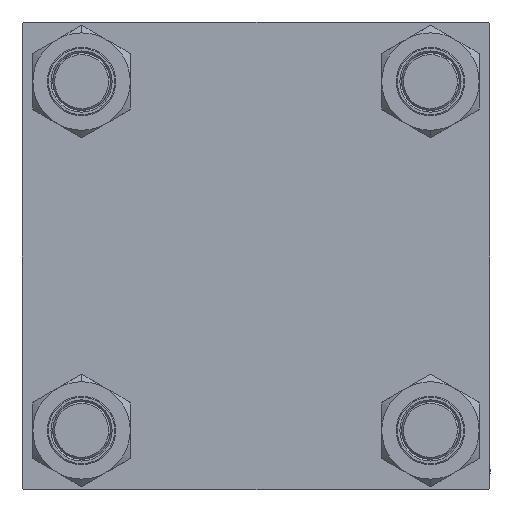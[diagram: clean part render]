
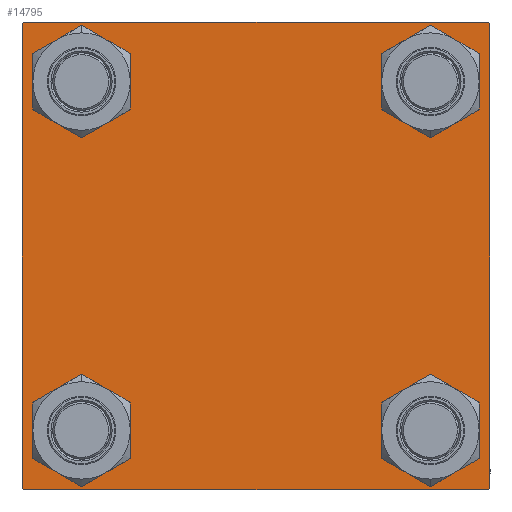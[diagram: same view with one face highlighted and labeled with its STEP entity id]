
A CAD part, left-side view. The second image highlights one B-rep face of the part: STEP entity #14795.
In plain terms, the highlighted planar face has unit normal (-1, 0, 0).
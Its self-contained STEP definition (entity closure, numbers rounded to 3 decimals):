
#75 = DIRECTION ( 'NONE',  ( 1., 0., 0. ) ) ;
#524 = CARTESIAN_POINT ( 'NONE',  ( 0., 48.45, -56.95 ) ) ;
#561 = VECTOR ( 'NONE', #41219, 1000. ) ;
#741 = CARTESIAN_POINT ( 'NONE',  ( 0., 65., 65. ) ) ;
#819 = CARTESIAN_POINT ( 'NONE',  ( 0., 65., -65. ) ) ;
#1371 = CIRCLE ( 'NONE', #23478, 8.5 ) ;
#1648 = CARTESIAN_POINT ( 'NONE',  ( 0., -48.45, 48.45 ) ) ;
#1809 = CARTESIAN_POINT ( 'NONE',  ( 0., 64.75, -64.75 ) ) ;
#2045 = LINE ( 'NONE', #11019, #33306 ) ;
#2452 = CARTESIAN_POINT ( 'NONE',  ( 0., -48.45, -39.95 ) ) ;
#2681 = CARTESIAN_POINT ( 'NONE',  ( 0., -64.75, -64.75 ) ) ;
#3114 = EDGE_CURVE ( 'NONE', #43698, #9152, #36910, .T. ) ;
#3413 = CARTESIAN_POINT ( 'NONE',  ( 0., 48.45, -48.45 ) ) ;
#3432 = CARTESIAN_POINT ( 'NONE',  ( 0., -48.45, -48.45 ) ) ;
#3693 = DIRECTION ( 'NONE',  ( 0., 0., 1. ) ) ;
#4304 = ORIENTED_EDGE ( 'NONE', *, *, #49233, .F. ) ;
#4771 = AXIS2_PLACEMENT_3D ( 'NONE', #3413, #75, #7520 ) ;
#5455 = CARTESIAN_POINT ( 'NONE',  ( 0., -64.5, -65. ) ) ;
#5590 = CARTESIAN_POINT ( 'NONE',  ( 0., -48.45, 56.95 ) ) ;
#5835 = VERTEX_POINT ( 'NONE', #524 ) ;
#6163 = ORIENTED_EDGE ( 'NONE', *, *, #49267, .T. ) ;
#6783 = CIRCLE ( 'NONE', #29715, 8.5 ) ;
#7002 = CIRCLE ( 'NONE', #28296, 8.5 ) ;
#7136 = VERTEX_POINT ( 'NONE', #5590 ) ;
#7485 = FACE_BOUND ( 'NONE', #15870, .T. ) ;
#7520 = DIRECTION ( 'NONE',  ( 0., 0., 1. ) ) ;
#7776 = EDGE_CURVE ( 'NONE', #27821, #5835, #7002, .T. ) ;
#8111 = CARTESIAN_POINT ( 'NONE',  ( 0., 65., -64.5 ) ) ;
#9152 = VERTEX_POINT ( 'NONE', #42980 ) ;
#10335 = ORIENTED_EDGE ( 'NONE', *, *, #25160, .T. ) ;
#10443 = EDGE_CURVE ( 'NONE', #18264, #31262, #34687, .T. ) ;
#11019 = CARTESIAN_POINT ( 'NONE',  ( 0., 64.75, 64.75 ) ) ;
#11051 = ORIENTED_EDGE ( 'NONE', *, *, #16702, .T. ) ;
#11150 = DIRECTION ( 'NONE',  ( 0., 0., 1. ) ) ;
#11534 = DIRECTION ( 'NONE',  ( 0., 0., -1. ) ) ;
#12091 = ORIENTED_EDGE ( 'NONE', *, *, #7776, .T. ) ;
#12266 = EDGE_LOOP ( 'NONE', ( #12091, #27963 ) ) ;
#12341 = AXIS2_PLACEMENT_3D ( 'NONE', #3432, #19070, #3693 ) ;
#12654 = VERTEX_POINT ( 'NONE', #41212 ) ;
#12845 = VERTEX_POINT ( 'NONE', #20190 ) ;
#12983 = CARTESIAN_POINT ( 'NONE',  ( 0., 48.45, 56.95 ) ) ;
#13041 = VERTEX_POINT ( 'NONE', #45552 ) ;
#13120 = AXIS2_PLACEMENT_3D ( 'NONE', #47048, #27620, #19906 ) ;
#13324 = LINE ( 'NONE', #48396, #561 ) ;
#14200 = CIRCLE ( 'NONE', #30569, 8.5 ) ;
#14403 = DIRECTION ( 'NONE',  ( -1., 0., 0. ) ) ;
#14728 = VERTEX_POINT ( 'NONE', #5455 ) ;
#14795 = ADVANCED_FACE ( 'NONE', ( #28536, #44136, #40295, #7485, #30544 ), #25941, .T. ) ;
#14895 = CARTESIAN_POINT ( 'NONE',  ( 0., 64.5, 65. ) ) ;
#14951 = CARTESIAN_POINT ( 'NONE',  ( 0., -65., 64.5 ) ) ;
#14992 = LINE ( 'NONE', #2681, #37576 ) ;
#15870 = EDGE_LOOP ( 'NONE', ( #50191, #6163 ) ) ;
#16702 = EDGE_CURVE ( 'NONE', #43615, #43698, #19726, .T. ) ;
#17128 = VERTEX_POINT ( 'NONE', #12983 ) ;
#17242 = CIRCLE ( 'NONE', #12341, 8.5 ) ;
#18169 = DIRECTION ( 'NONE',  ( 1., 0., 0. ) ) ;
#18264 = VERTEX_POINT ( 'NONE', #14951 ) ;
#18475 = EDGE_CURVE ( 'NONE', #23074, #43615, #2045, .T. ) ;
#19070 = DIRECTION ( 'NONE',  ( 1., 0., 0. ) ) ;
#19726 = LINE ( 'NONE', #741, #20140 ) ;
#19906 = DIRECTION ( 'NONE',  ( 0., 0., 1. ) ) ;
#20096 = ORIENTED_EDGE ( 'NONE', *, *, #18475, .T. ) ;
#20140 = VECTOR ( 'NONE', #11534, 1000. ) ;
#20190 = CARTESIAN_POINT ( 'NONE',  ( 0., -48.45, 39.95 ) ) ;
#21044 = CARTESIAN_POINT ( 'NONE',  ( 0., 65., 64.5 ) ) ;
#22018 = CARTESIAN_POINT ( 'NONE',  ( 0., -64.75, 64.75 ) ) ;
#22132 = EDGE_CURVE ( 'NONE', #5835, #27821, #44020, .T. ) ;
#22299 = DIRECTION ( 'NONE',  ( 0., 0.707, -0.707 ) ) ;
#22549 = CARTESIAN_POINT ( 'NONE',  ( 0., -48.45, 48.45 ) ) ;
#22630 = ORIENTED_EDGE ( 'NONE', *, *, #29025, .T. ) ;
#22945 = DIRECTION ( 'NONE',  ( 1., 0., 0. ) ) ;
#23074 = VERTEX_POINT ( 'NONE', #14895 ) ;
#23427 = CARTESIAN_POINT ( 'NONE',  ( 0., -65., 65. ) ) ;
#23478 = AXIS2_PLACEMENT_3D ( 'NONE', #28466, #32554, #24615 ) ;
#23569 = ORIENTED_EDGE ( 'NONE', *, *, #10443, .F. ) ;
#24334 = CARTESIAN_POINT ( 'NONE',  ( 0., -65., -64.5 ) ) ;
#24615 = DIRECTION ( 'NONE',  ( 0., 0., 1. ) ) ;
#25160 = EDGE_CURVE ( 'NONE', #14728, #31262, #14992, .T. ) ;
#25941 = PLANE ( 'NONE',  #36537 ) ;
#26858 = VERTEX_POINT ( 'NONE', #2452 ) ;
#26901 = DIRECTION ( 'NONE',  ( 0., 0.707, 0.707 ) ) ;
#26990 = ORIENTED_EDGE ( 'NONE', *, *, #41202, .T. ) ;
#27620 = DIRECTION ( 'NONE',  ( 1., 0., 0. ) ) ;
#27821 = VERTEX_POINT ( 'NONE', #27830 ) ;
#27830 = CARTESIAN_POINT ( 'NONE',  ( 0., 48.45, -39.95 ) ) ;
#27963 = ORIENTED_EDGE ( 'NONE', *, *, #22132, .T. ) ;
#28296 = AXIS2_PLACEMENT_3D ( 'NONE', #35214, #22945, #11150 ) ;
#28380 = VECTOR ( 'NONE', #26901, 1000. ) ;
#28466 = CARTESIAN_POINT ( 'NONE',  ( 0., 48.45, 48.45 ) ) ;
#28536 = FACE_BOUND ( 'NONE', #50057, .T. ) ;
#29025 = EDGE_CURVE ( 'NONE', #9152, #14728, #35924, .T. ) ;
#29044 = VECTOR ( 'NONE', #31354, 1000. ) ;
#29715 = AXIS2_PLACEMENT_3D ( 'NONE', #1648, #44425, #29819 ) ;
#29819 = DIRECTION ( 'NONE',  ( 0., 0., 1. ) ) ;
#30101 = EDGE_LOOP ( 'NONE', ( #11051, #42959, #22630, #10335, #23569, #33749, #4304, #20096 ) ) ;
#30405 = CARTESIAN_POINT ( 'NONE',  ( 0., -48.45, -48.45 ) ) ;
#30544 = FACE_OUTER_BOUND ( 'NONE', #30101, .T. ) ;
#30569 = AXIS2_PLACEMENT_3D ( 'NONE', #30405, #45998, #38600 ) ;
#31262 = VERTEX_POINT ( 'NONE', #24334 ) ;
#31354 = DIRECTION ( 'NONE',  ( 0., 0., -1. ) ) ;
#31509 = EDGE_CURVE ( 'NONE', #17128, #35180, #38512, .T. ) ;
#31818 = DIRECTION ( 'NONE',  ( 0., -0.707, -0.707 ) ) ;
#32080 = DIRECTION ( 'NONE',  ( 0., -1., 0. ) ) ;
#32395 = ORIENTED_EDGE ( 'NONE', *, *, #36866, .T. ) ;
#32554 = DIRECTION ( 'NONE',  ( 1., 0., 0. ) ) ;
#33306 = VECTOR ( 'NONE', #22299, 1000. ) ;
#33383 = EDGE_CURVE ( 'NONE', #13041, #26858, #17242, .T. ) ;
#33749 = ORIENTED_EDGE ( 'NONE', *, *, #49342, .T. ) ;
#34640 = CARTESIAN_POINT ( 'NONE',  ( 0., 0., 0. ) ) ;
#34687 = LINE ( 'NONE', #23427, #29044 ) ;
#35180 = VERTEX_POINT ( 'NONE', #47314 ) ;
#35214 = CARTESIAN_POINT ( 'NONE',  ( 0., 48.45, -48.45 ) ) ;
#35924 = LINE ( 'NONE', #819, #50655 ) ;
#36537 = AXIS2_PLACEMENT_3D ( 'NONE', #34640, #14403, #49466 ) ;
#36866 = EDGE_CURVE ( 'NONE', #12845, #7136, #38647, .T. ) ;
#36910 = LINE ( 'NONE', #1809, #40384 ) ;
#37576 = VECTOR ( 'NONE', #37785, 1000. ) ;
#37785 = DIRECTION ( 'NONE',  ( 0., -0.707, 0.707 ) ) ;
#38512 = CIRCLE ( 'NONE', #13120, 8.5 ) ;
#38600 = DIRECTION ( 'NONE',  ( 0., 0., 1. ) ) ;
#38647 = CIRCLE ( 'NONE', #45148, 8.5 ) ;
#38666 = LINE ( 'NONE', #22018, #28380 ) ;
#40295 = FACE_BOUND ( 'NONE', #12266, .T. ) ;
#40384 = VECTOR ( 'NONE', #31818, 1000. ) ;
#40978 = DIRECTION ( 'NONE',  ( 0., 0., 1. ) ) ;
#41202 = EDGE_CURVE ( 'NONE', #7136, #12845, #6783, .T. ) ;
#41212 = CARTESIAN_POINT ( 'NONE',  ( 0., -64.5, 65. ) ) ;
#41219 = DIRECTION ( 'NONE',  ( 0., -1., 0. ) ) ;
#42065 = EDGE_CURVE ( 'NONE', #26858, #13041, #14200, .T. ) ;
#42959 = ORIENTED_EDGE ( 'NONE', *, *, #3114, .T. ) ;
#42980 = CARTESIAN_POINT ( 'NONE',  ( 0., 64.5, -65. ) ) ;
#43615 = VERTEX_POINT ( 'NONE', #21044 ) ;
#43698 = VERTEX_POINT ( 'NONE', #8111 ) ;
#44020 = CIRCLE ( 'NONE', #4771, 8.5 ) ;
#44136 = FACE_BOUND ( 'NONE', #50047, .T. ) ;
#44425 = DIRECTION ( 'NONE',  ( 1., 0., 0. ) ) ;
#45148 = AXIS2_PLACEMENT_3D ( 'NONE', #22549, #18169, #40978 ) ;
#45552 = CARTESIAN_POINT ( 'NONE',  ( 0., -48.45, -56.95 ) ) ;
#45998 = DIRECTION ( 'NONE',  ( 1., 0., 0. ) ) ;
#47048 = CARTESIAN_POINT ( 'NONE',  ( 0., 48.45, 48.45 ) ) ;
#47314 = CARTESIAN_POINT ( 'NONE',  ( 0., 48.45, 39.95 ) ) ;
#47439 = ORIENTED_EDGE ( 'NONE', *, *, #42065, .T. ) ;
#48396 = CARTESIAN_POINT ( 'NONE',  ( 0., 65., 65. ) ) ;
#49233 = EDGE_CURVE ( 'NONE', #23074, #12654, #13324, .T. ) ;
#49267 = EDGE_CURVE ( 'NONE', #35180, #17128, #1371, .T. ) ;
#49342 = EDGE_CURVE ( 'NONE', #18264, #12654, #38666, .T. ) ;
#49466 = DIRECTION ( 'NONE',  ( 0., 0., 1. ) ) ;
#50047 = EDGE_LOOP ( 'NONE', ( #47439, #50149 ) ) ;
#50057 = EDGE_LOOP ( 'NONE', ( #26990, #32395 ) ) ;
#50149 = ORIENTED_EDGE ( 'NONE', *, *, #33383, .T. ) ;
#50191 = ORIENTED_EDGE ( 'NONE', *, *, #31509, .T. ) ;
#50655 = VECTOR ( 'NONE', #32080, 1000. ) ;
